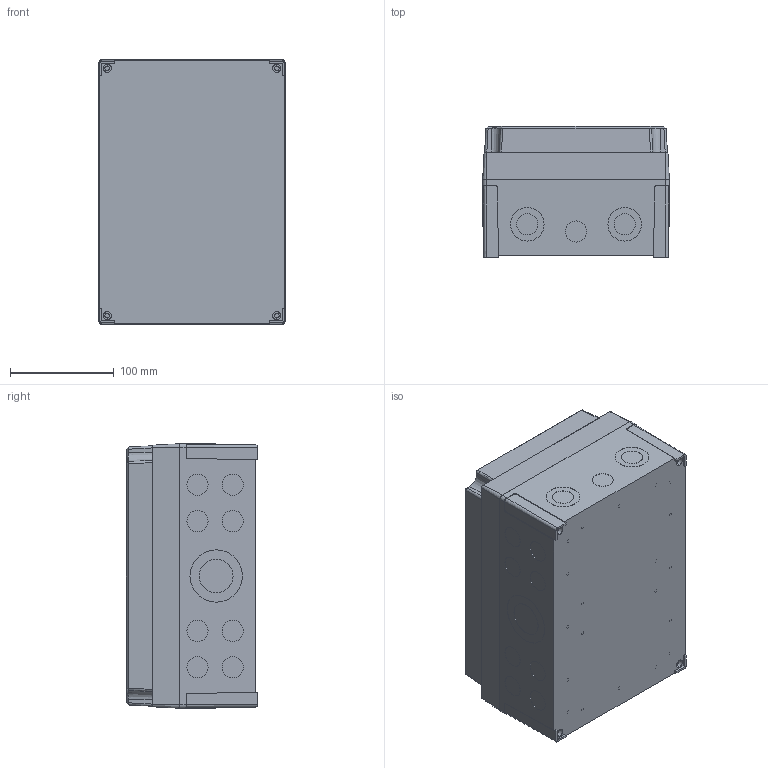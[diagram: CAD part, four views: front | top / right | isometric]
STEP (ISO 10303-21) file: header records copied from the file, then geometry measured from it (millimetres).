
FILE_DESCRIPTION (( 'STEP AP214' ), '1' );
FILE_NAME ('6015327_FIBOX_MNX_PCM_200_125_XG.STEP', '2023-02-16T13:39:19', ( '' ), ( '' ), 'SwSTEP 2.0', 'SolidWorks 2021', '' );
FILE_SCHEMA (( 'AUTOMOTIVE_DESIGN' ));
Length unit declared in the file: millimetre
Products named in the file (4): 6015327_FIBOX_MNX_PCM_200_125_XG; FIBOX_MNXSS14551H; FIBOX_MNX20050C; FIBOX_MNXPCM200XB
Assembly tree (6 placements, depth 2):
  6015327_FIBOX_MNX_PCM_200_125_XG
    FIBOX_MNXPCM200XB
    FIBOX_MNX20050C
    FIBOX_MNXSS14551H  x4
Bounding box: 180.1 x 126.6 x 255.1 mm (x, y, z)
Volume: 609796.2 mm3; surface area: 405178.6 mm2
Topology: 6 solids, 6 shells, 767 faces, 1833 edges, 1208 vertices
Faces by surface type: plane 425, cylinder 292, cone 48, bspline 2
Entity records: 22689 total; most frequent: CARTESIAN_POINT 6211, DIRECTION 3533, ORIENTED_EDGE 3258, EDGE_CURVE 1629, AXIS2_PLACEMENT_3D 1310, VERTEX_POINT 1076, LINE 913, VECTOR 913
